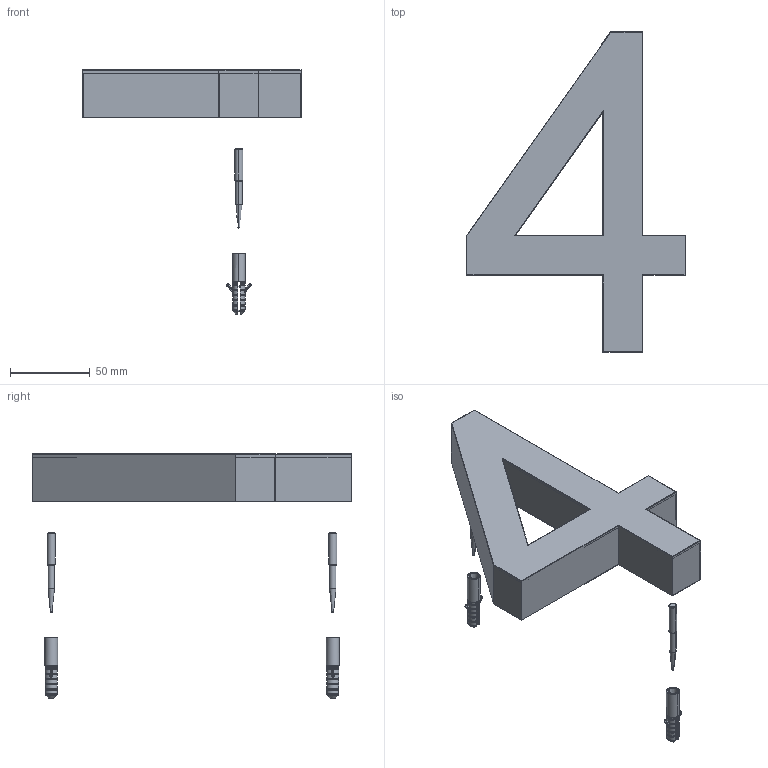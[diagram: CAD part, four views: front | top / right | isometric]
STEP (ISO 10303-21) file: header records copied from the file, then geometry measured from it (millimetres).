
FILE_DESCRIPTION (( 'STEP AP203' ), '1' );
FILE_NAME ('042-HN-4.step', '2017-10-05T08:59:30', ( '' ), ( '' ), 'SwSTEP 2.0', 'SolidWorks 2015', '' );
FILE_SCHEMA (( 'CONFIG_CONTROL_DESIGN' ));
Length unit declared in the file: millimetre
Products named in the file (4): 042-HN-X Teil3_042-HN-X Teil3; 042-HN-X Teil1_042-HN-4 Teil1; 042-HN-X Teil2_042-HN-X Teil2; 042-HN-4
Assembly tree (5 placements, depth 2):
  042-HN-4
    042-HN-X Teil1_042-HN-4 Teil1
    042-HN-X Teil2_042-HN-X Teil2  x2
    042-HN-X Teil3_042-HN-X Teil3  x2
Bounding box: 136.78 x 200 x 152.73 mm (x, y, z)
Volume: 38135.8 mm3; surface area: 75191.5 mm2
Topology: 5 solids, 5 shells, 1147 faces, 2937 edges, 1802 vertices
Faces by surface type: cylinder 310, plane 282, bspline 251, torus 168, sphere 112, cone 24
Entity records: 27383 total; most frequent: CARTESIAN_POINT 11066, ORIENTED_EDGE 3606, DIRECTION 2931, EDGE_CURVE 1803, VERTEX_POINT 1126, AXIS2_PLACEMENT_3D 1094, EDGE_LOOP 747, VECTOR 743
